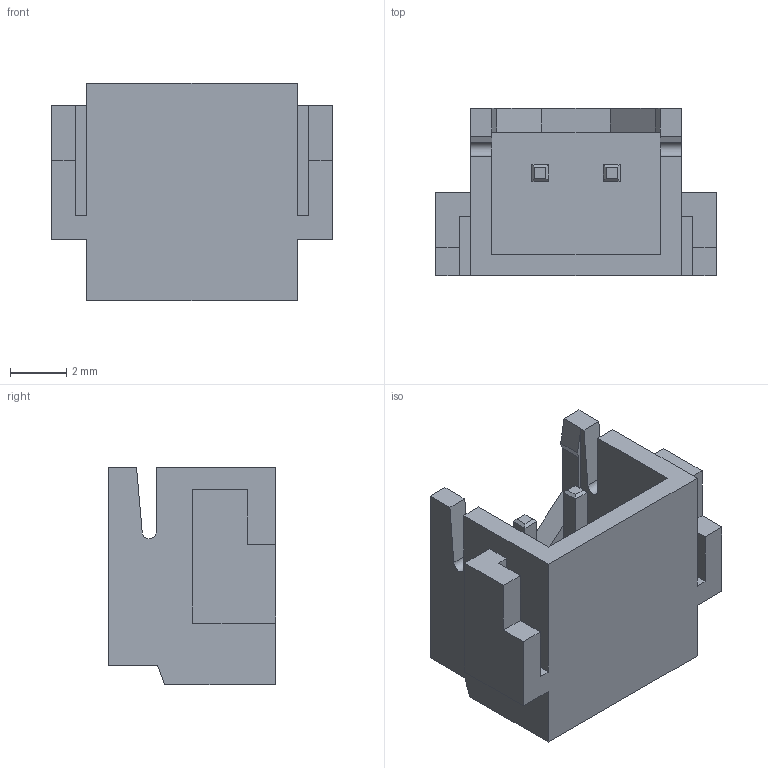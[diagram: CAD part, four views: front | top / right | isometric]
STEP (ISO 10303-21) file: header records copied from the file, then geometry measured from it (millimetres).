
FILE_DESCRIPTION (( 'STEP AP214' ), '1' );
FILE_NAME ('08CDA2D5-FE23-42A9-9935-4E737F1C6CFB.STEP', '2024-02-14T18:29:00', ( '' ), ( '' ), 'SwSTEP 2.0', 'SolidWorks 2022', '' );
FILE_SCHEMA (( 'AUTOMOTIVE_DESIGN' ));
Length unit declared in the file: millimetre
Products named in the file (1): 08CDA2D5-FE23-42A9-9935-4E737F1C6CFB
Bounding box: 10 x 5.95 x 7.75 mm (x, y, z)
Volume: 191.8 mm3; surface area: 457.2 mm2
Topology: 1 solids, 1 shells, 66 faces, 176 edges, 114 vertices
Faces by surface type: plane 64, cylinder 2
Entity records: 2038 total; most frequent: CARTESIAN_POINT 357, ORIENTED_EDGE 352, DIRECTION 314, EDGE_CURVE 176, VECTOR 172, LINE 172, VERTEX_POINT 114, AXIS2_PLACEMENT_3D 71
